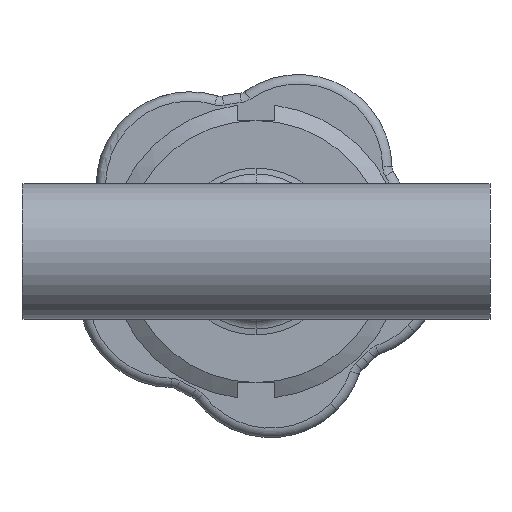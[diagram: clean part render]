
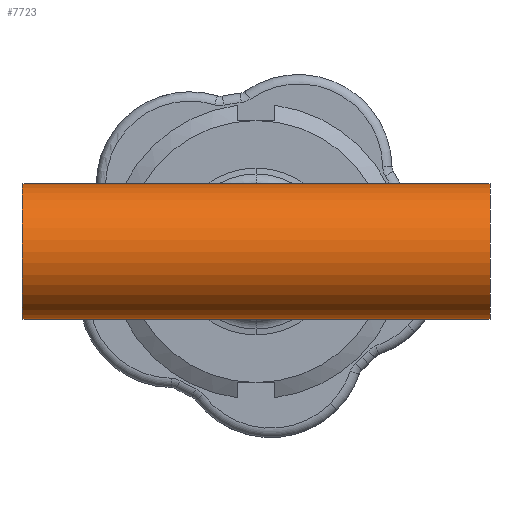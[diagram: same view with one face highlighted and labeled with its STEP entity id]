
A CAD part, front view. The second image highlights one B-rep face of the part: STEP entity #7723.
In plain terms, the highlighted cylindrical face has radius 14.5 mm (diameter 29 mm), a partial arc.
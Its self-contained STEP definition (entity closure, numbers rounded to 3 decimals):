
#66 = CYLINDRICAL_SURFACE ( 'NONE', #3693, 14.5 ) ;
#143 = EDGE_CURVE ( 'NONE', #6731, #7813, #4605, .T. ) ;
#585 = VERTEX_POINT ( 'NONE', #8818 ) ;
#742 = VECTOR ( 'NONE', #7029, 1000. ) ;
#1031 = EDGE_CURVE ( 'NONE', #6731, #4408, #2018, .T. ) ;
#1176 = CIRCLE ( 'NONE', #7580, 14.5 ) ;
#1253 = FACE_OUTER_BOUND ( 'NONE', #4745, .T. ) ;
#1438 = CARTESIAN_POINT ( 'NONE',  ( 0., 0., 14.5 ) ) ;
#1913 = VECTOR ( 'NONE', #6496, 1000. ) ;
#2018 = CIRCLE ( 'NONE', #9026, 14.5 ) ;
#2289 = LINE ( 'NONE', #2731, #8517 ) ;
#2348 = CARTESIAN_POINT ( 'NONE',  ( -50., 0., -14.5 ) ) ;
#2390 = CARTESIAN_POINT ( 'NONE',  ( -50., 0., -14.5 ) ) ;
#2442 = VECTOR ( 'NONE', #8822, 1000. ) ;
#2731 = CARTESIAN_POINT ( 'NONE',  ( -50., 0., 14.5 ) ) ;
#2757 = DIRECTION ( 'NONE',  ( -1., 0., 0. ) ) ;
#3553 = LINE ( 'NONE', #2348, #2442 ) ;
#3595 = EDGE_CURVE ( 'NONE', #4290, #585, #7209, .T. ) ;
#3693 = AXIS2_PLACEMENT_3D ( 'NONE', #5364, #5317, #5309 ) ;
#3886 = ORIENTED_EDGE ( 'NONE', *, *, #143, .F. ) ;
#4041 = EDGE_CURVE ( 'NONE', #4408, #4290, #2289, .T. ) ;
#4043 = DIRECTION ( 'NONE',  ( 0., 0., -1. ) ) ;
#4085 = DIRECTION ( 'NONE',  ( -1., 0., 0. ) ) ;
#4109 = CARTESIAN_POINT ( 'NONE',  ( -50., 0., 0. ) ) ;
#4290 = VERTEX_POINT ( 'NONE', #1438 ) ;
#4408 = VERTEX_POINT ( 'NONE', #7276 ) ;
#4557 = ORIENTED_EDGE ( 'NONE', *, *, #4041, .T. ) ;
#4605 = LINE ( 'NONE', #8456, #1913 ) ;
#4745 = EDGE_LOOP ( 'NONE', ( #7743, #4557, #6433, #8410, #5265, #3886 ) ) ;
#5265 = ORIENTED_EDGE ( 'NONE', *, *, #5939, .F. ) ;
#5309 = DIRECTION ( 'NONE',  ( 0., 0., -1. ) ) ;
#5317 = DIRECTION ( 'NONE',  ( -1., 0., 0. ) ) ;
#5364 = CARTESIAN_POINT ( 'NONE',  ( -50., 0., 0. ) ) ;
#5539 = EDGE_CURVE ( 'NONE', #9211, #585, #1176, .T. ) ;
#5740 = CARTESIAN_POINT ( 'NONE',  ( 0., 0., -14.5 ) ) ;
#5806 = CARTESIAN_POINT ( 'NONE',  ( 50., 0., -14.5 ) ) ;
#5939 = EDGE_CURVE ( 'NONE', #7813, #9211, #3553, .T. ) ;
#6135 = DIRECTION ( 'NONE',  ( 0., 0., -1. ) ) ;
#6139 = DIRECTION ( 'NONE',  ( -1., 0., 0. ) ) ;
#6168 = CARTESIAN_POINT ( 'NONE',  ( 50., 0., 0. ) ) ;
#6433 = ORIENTED_EDGE ( 'NONE', *, *, #3595, .T. ) ;
#6496 = DIRECTION ( 'NONE',  ( -1., 0., 0. ) ) ;
#6731 = VERTEX_POINT ( 'NONE', #5806 ) ;
#6888 = CARTESIAN_POINT ( 'NONE',  ( -50., 0., 14.5 ) ) ;
#7029 = DIRECTION ( 'NONE',  ( -1., 0., 0. ) ) ;
#7209 = LINE ( 'NONE', #6888, #742 ) ;
#7276 = CARTESIAN_POINT ( 'NONE',  ( 50., 0., 14.5 ) ) ;
#7580 = AXIS2_PLACEMENT_3D ( 'NONE', #4109, #4085, #4043 ) ;
#7723 = ADVANCED_FACE ( 'NONE', ( #1253 ), #66, .T. ) ;
#7743 = ORIENTED_EDGE ( 'NONE', *, *, #1031, .T. ) ;
#7813 = VERTEX_POINT ( 'NONE', #5740 ) ;
#8410 = ORIENTED_EDGE ( 'NONE', *, *, #5539, .F. ) ;
#8456 = CARTESIAN_POINT ( 'NONE',  ( -50., 0., -14.5 ) ) ;
#8517 = VECTOR ( 'NONE', #2757, 1000. ) ;
#8818 = CARTESIAN_POINT ( 'NONE',  ( -50., 0., 14.5 ) ) ;
#8822 = DIRECTION ( 'NONE',  ( -1., 0., 0. ) ) ;
#9026 = AXIS2_PLACEMENT_3D ( 'NONE', #6168, #6139, #6135 ) ;
#9211 = VERTEX_POINT ( 'NONE', #2390 ) ;
